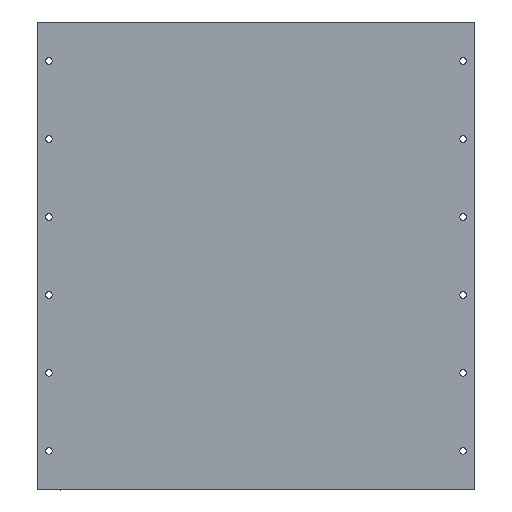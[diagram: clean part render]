
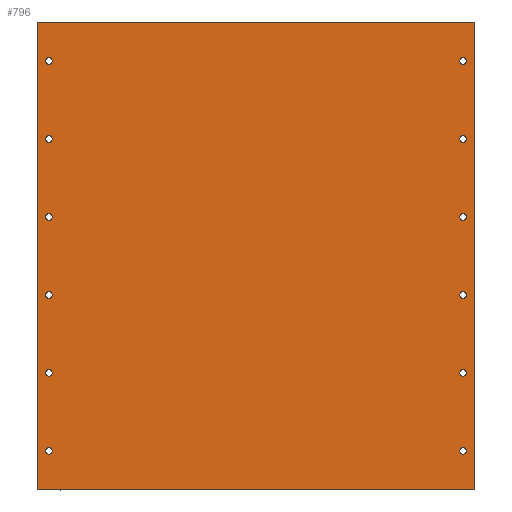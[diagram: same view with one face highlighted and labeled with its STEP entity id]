
A CAD part, top view. The second image highlights one B-rep face of the part: STEP entity #796.
In plain terms, the highlighted planar face has unit normal (0, 0, 1).
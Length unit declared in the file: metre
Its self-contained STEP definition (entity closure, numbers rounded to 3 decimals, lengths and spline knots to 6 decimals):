
#15=PLANE('',#885);
#58=LINE('',#1357,#106);
#59=LINE('',#1360,#107);
#60=LINE('',#1362,#108);
#61=LINE('',#1364,#109);
#106=VECTOR('',#1082,1.);
#107=VECTOR('',#1083,1.);
#108=VECTOR('',#1084,1.);
#109=VECTOR('',#1085,1.);
#186=ORIENTED_EDGE('',*,*,#396,.T.);
#187=ORIENTED_EDGE('',*,*,#414,.T.);
#188=ORIENTED_EDGE('',*,*,#400,.T.);
#189=ORIENTED_EDGE('',*,*,#415,.T.);
#190=ORIENTED_EDGE('',*,*,#404,.T.);
#191=ORIENTED_EDGE('',*,*,#416,.T.);
#192=ORIENTED_EDGE('',*,*,#417,.F.);
#193=ORIENTED_EDGE('',*,*,#418,.F.);
#194=ORIENTED_EDGE('',*,*,#419,.T.);
#195=ORIENTED_EDGE('',*,*,#420,.T.);
#196=ORIENTED_EDGE('',*,*,#421,.F.);
#197=ORIENTED_EDGE('',*,*,#392,.F.);
#198=ORIENTED_EDGE('',*,*,#422,.F.);
#199=ORIENTED_EDGE('',*,*,#388,.F.);
#200=ORIENTED_EDGE('',*,*,#423,.F.);
#201=ORIENTED_EDGE('',*,*,#384,.F.);
#202=ORIENTED_EDGE('',*,*,#424,.F.);
#203=ORIENTED_EDGE('',*,*,#364,.F.);
#204=ORIENTED_EDGE('',*,*,#425,.F.);
#205=ORIENTED_EDGE('',*,*,#368,.F.);
#206=ORIENTED_EDGE('',*,*,#426,.F.);
#207=ORIENTED_EDGE('',*,*,#372,.F.);
#208=ORIENTED_EDGE('',*,*,#360,.T.);
#209=ORIENTED_EDGE('',*,*,#427,.T.);
#210=ORIENTED_EDGE('',*,*,#356,.T.);
#211=ORIENTED_EDGE('',*,*,#428,.T.);
#212=ORIENTED_EDGE('',*,*,#352,.T.);
#213=ORIENTED_EDGE('',*,*,#429,.T.);
#352=EDGE_CURVE('',#467,#466,#541,.T.);
#356=EDGE_CURVE('',#471,#470,#543,.T.);
#360=EDGE_CURVE('',#475,#474,#545,.T.);
#364=EDGE_CURVE('',#478,#479,#547,.T.);
#368=EDGE_CURVE('',#482,#483,#549,.T.);
#372=EDGE_CURVE('',#486,#487,#551,.T.);
#384=EDGE_CURVE('',#498,#499,#557,.T.);
#388=EDGE_CURVE('',#502,#503,#559,.T.);
#392=EDGE_CURVE('',#506,#507,#561,.T.);
#396=EDGE_CURVE('',#511,#510,#563,.T.);
#400=EDGE_CURVE('',#515,#514,#565,.T.);
#404=EDGE_CURVE('',#519,#518,#567,.T.);
#414=EDGE_CURVE('',#510,#511,#572,.T.);
#415=EDGE_CURVE('',#514,#515,#573,.T.);
#416=EDGE_CURVE('',#518,#519,#574,.T.);
#417=EDGE_CURVE('',#528,#529,#58,.T.);
#418=EDGE_CURVE('',#530,#528,#59,.T.);
#419=EDGE_CURVE('',#530,#531,#60,.T.);
#420=EDGE_CURVE('',#531,#529,#61,.T.);
#421=EDGE_CURVE('',#507,#506,#575,.T.);
#422=EDGE_CURVE('',#503,#502,#576,.T.);
#423=EDGE_CURVE('',#499,#498,#577,.T.);
#424=EDGE_CURVE('',#479,#478,#578,.T.);
#425=EDGE_CURVE('',#483,#482,#579,.T.);
#426=EDGE_CURVE('',#487,#486,#580,.T.);
#427=EDGE_CURVE('',#474,#475,#581,.T.);
#428=EDGE_CURVE('',#470,#471,#582,.T.);
#429=EDGE_CURVE('',#466,#467,#583,.T.);
#466=VERTEX_POINT('',#1214);
#467=VERTEX_POINT('',#1216);
#470=VERTEX_POINT('',#1223);
#471=VERTEX_POINT('',#1225);
#474=VERTEX_POINT('',#1232);
#475=VERTEX_POINT('',#1234);
#478=VERTEX_POINT('',#1241);
#479=VERTEX_POINT('',#1243);
#482=VERTEX_POINT('',#1250);
#483=VERTEX_POINT('',#1252);
#486=VERTEX_POINT('',#1259);
#487=VERTEX_POINT('',#1261);
#498=VERTEX_POINT('',#1286);
#499=VERTEX_POINT('',#1288);
#502=VERTEX_POINT('',#1295);
#503=VERTEX_POINT('',#1297);
#506=VERTEX_POINT('',#1304);
#507=VERTEX_POINT('',#1306);
#510=VERTEX_POINT('',#1313);
#511=VERTEX_POINT('',#1315);
#514=VERTEX_POINT('',#1322);
#515=VERTEX_POINT('',#1324);
#518=VERTEX_POINT('',#1331);
#519=VERTEX_POINT('',#1333);
#528=VERTEX_POINT('',#1358);
#529=VERTEX_POINT('',#1359);
#530=VERTEX_POINT('',#1361);
#531=VERTEX_POINT('',#1363);
#541=CIRCLE('',#839,0.002075);
#543=CIRCLE('',#842,0.002075);
#545=CIRCLE('',#845,0.002075);
#547=CIRCLE('',#848,0.002075);
#549=CIRCLE('',#851,0.002075);
#551=CIRCLE('',#854,0.002075);
#557=CIRCLE('',#863,0.002075);
#559=CIRCLE('',#866,0.002075);
#561=CIRCLE('',#869,0.002075);
#563=CIRCLE('',#872,0.002075);
#565=CIRCLE('',#875,0.002075);
#567=CIRCLE('',#878,0.002075);
#572=CIRCLE('',#886,0.002075);
#573=CIRCLE('',#887,0.002075);
#574=CIRCLE('',#888,0.002075);
#575=CIRCLE('',#889,0.002075);
#576=CIRCLE('',#890,0.002075);
#577=CIRCLE('',#891,0.002075);
#578=CIRCLE('',#892,0.002075);
#579=CIRCLE('',#893,0.002075);
#580=CIRCLE('',#894,0.002075);
#581=CIRCLE('',#895,0.002075);
#582=CIRCLE('',#896,0.002075);
#583=CIRCLE('',#897,0.002075);
#620=EDGE_LOOP('',(#186,#187));
#621=EDGE_LOOP('',(#188,#189));
#622=EDGE_LOOP('',(#190,#191));
#623=EDGE_LOOP('',(#192,#193,#194,#195));
#624=EDGE_LOOP('',(#196,#197));
#625=EDGE_LOOP('',(#198,#199));
#626=EDGE_LOOP('',(#200,#201));
#627=EDGE_LOOP('',(#202,#203));
#628=EDGE_LOOP('',(#204,#205));
#629=EDGE_LOOP('',(#206,#207));
#630=EDGE_LOOP('',(#208,#209));
#631=EDGE_LOOP('',(#210,#211));
#632=EDGE_LOOP('',(#212,#213));
#692=FACE_BOUND('',#620,.T.);
#693=FACE_BOUND('',#621,.T.);
#694=FACE_BOUND('',#622,.T.);
#695=FACE_BOUND('',#623,.T.);
#696=FACE_BOUND('',#624,.T.);
#697=FACE_BOUND('',#625,.T.);
#698=FACE_BOUND('',#626,.T.);
#699=FACE_BOUND('',#627,.T.);
#700=FACE_BOUND('',#628,.T.);
#701=FACE_BOUND('',#629,.T.);
#702=FACE_BOUND('',#630,.T.);
#703=FACE_BOUND('',#631,.T.);
#704=FACE_BOUND('',#632,.T.);
#796=ADVANCED_FACE('',(#692,#693,#694,#695,#696,#697,#698,#699,#700,#701,
#702,#703,#704),#15,.T.);
#839=AXIS2_PLACEMENT_3D('',#1215,#951,#952);
#842=AXIS2_PLACEMENT_3D('',#1224,#959,#960);
#845=AXIS2_PLACEMENT_3D('',#1233,#967,#968);
#848=AXIS2_PLACEMENT_3D('',#1242,#975,#976);
#851=AXIS2_PLACEMENT_3D('',#1251,#983,#984);
#854=AXIS2_PLACEMENT_3D('',#1260,#991,#992);
#863=AXIS2_PLACEMENT_3D('',#1287,#1015,#1016);
#866=AXIS2_PLACEMENT_3D('',#1296,#1023,#1024);
#869=AXIS2_PLACEMENT_3D('',#1305,#1031,#1032);
#872=AXIS2_PLACEMENT_3D('',#1314,#1039,#1040);
#875=AXIS2_PLACEMENT_3D('',#1323,#1047,#1048);
#878=AXIS2_PLACEMENT_3D('',#1332,#1055,#1056);
#885=AXIS2_PLACEMENT_3D('',#1353,#1074,#1075);
#886=AXIS2_PLACEMENT_3D('',#1354,#1076,#1077);
#887=AXIS2_PLACEMENT_3D('',#1355,#1078,#1079);
#888=AXIS2_PLACEMENT_3D('',#1356,#1080,#1081);
#889=AXIS2_PLACEMENT_3D('',#1365,#1086,#1087);
#890=AXIS2_PLACEMENT_3D('',#1366,#1088,#1089);
#891=AXIS2_PLACEMENT_3D('',#1367,#1090,#1091);
#892=AXIS2_PLACEMENT_3D('',#1368,#1092,#1093);
#893=AXIS2_PLACEMENT_3D('',#1369,#1094,#1095);
#894=AXIS2_PLACEMENT_3D('',#1370,#1096,#1097);
#895=AXIS2_PLACEMENT_3D('',#1371,#1098,#1099);
#896=AXIS2_PLACEMENT_3D('',#1372,#1100,#1101);
#897=AXIS2_PLACEMENT_3D('',#1373,#1102,#1103);
#951=DIRECTION('',(0.,0.,-1.));
#952=DIRECTION('',(1.,0.,0.));
#959=DIRECTION('',(0.,0.,-1.));
#960=DIRECTION('',(1.,0.,0.));
#967=DIRECTION('',(0.,0.,-1.));
#968=DIRECTION('',(1.,0.,0.));
#975=DIRECTION('',(0.,0.,1.));
#976=DIRECTION('',(1.,0.,0.));
#983=DIRECTION('',(0.,0.,1.));
#984=DIRECTION('',(1.,0.,0.));
#991=DIRECTION('',(0.,0.,1.));
#992=DIRECTION('',(1.,0.,0.));
#1015=DIRECTION('',(0.,0.,1.));
#1016=DIRECTION('',(1.,0.,0.));
#1023=DIRECTION('',(0.,0.,1.));
#1024=DIRECTION('',(1.,0.,0.));
#1031=DIRECTION('',(0.,0.,1.));
#1032=DIRECTION('',(1.,0.,0.));
#1039=DIRECTION('',(0.,0.,-1.));
#1040=DIRECTION('',(1.,0.,0.));
#1047=DIRECTION('',(0.,0.,-1.));
#1048=DIRECTION('',(1.,0.,0.));
#1055=DIRECTION('',(0.,0.,-1.));
#1056=DIRECTION('',(1.,0.,0.));
#1074=DIRECTION('',(0.,0.,1.));
#1075=DIRECTION('',(1.,0.,0.));
#1076=DIRECTION('',(0.,0.,-1.));
#1077=DIRECTION('',(1.,0.,0.));
#1078=DIRECTION('',(0.,0.,-1.));
#1079=DIRECTION('',(1.,0.,0.));
#1080=DIRECTION('',(0.,0.,-1.));
#1081=DIRECTION('',(1.,0.,0.));
#1082=DIRECTION('',(1.,0.,0.));
#1083=DIRECTION('',(0.,1.,0.));
#1084=DIRECTION('',(1.,0.,0.));
#1085=DIRECTION('',(0.,1.,0.));
#1086=DIRECTION('',(0.,0.,1.));
#1087=DIRECTION('',(1.,0.,0.));
#1088=DIRECTION('',(0.,0.,1.));
#1089=DIRECTION('',(1.,0.,0.));
#1090=DIRECTION('',(0.,0.,1.));
#1091=DIRECTION('',(1.,0.,0.));
#1092=DIRECTION('',(0.,0.,1.));
#1093=DIRECTION('',(1.,0.,0.));
#1094=DIRECTION('',(0.,0.,1.));
#1095=DIRECTION('',(1.,0.,0.));
#1096=DIRECTION('',(0.,0.,1.));
#1097=DIRECTION('',(1.,0.,0.));
#1098=DIRECTION('',(0.,0.,-1.));
#1099=DIRECTION('',(1.,0.,0.));
#1100=DIRECTION('',(0.,0.,-1.));
#1101=DIRECTION('',(1.,0.,0.));
#1102=DIRECTION('',(0.,0.,-1.));
#1103=DIRECTION('',(1.,0.,0.));
#1214=CARTESIAN_POINT('',(-0.010076,-0.175,0.023255));
#1215=CARTESIAN_POINT('',(-0.008001,-0.175,0.023255));
#1216=CARTESIAN_POINT('',(-0.005926,-0.175,0.023255));
#1223=CARTESIAN_POINT('',(-0.010076,-0.275,0.023255));
#1224=CARTESIAN_POINT('',(-0.008001,-0.275,0.023255));
#1225=CARTESIAN_POINT('',(-0.005926,-0.275,0.023255));
#1232=CARTESIAN_POINT('',(-0.010076,-0.225,0.023255));
#1233=CARTESIAN_POINT('',(-0.008001,-0.225,0.023255));
#1234=CARTESIAN_POINT('',(-0.005926,-0.225,0.023255));
#1241=CARTESIAN_POINT('',(0.255425,-0.225,0.023255));
#1242=CARTESIAN_POINT('',(0.2575,-0.225,0.023255));
#1243=CARTESIAN_POINT('',(0.259575,-0.225,0.023255));
#1250=CARTESIAN_POINT('',(0.255425,-0.175,0.023255));
#1251=CARTESIAN_POINT('',(0.2575,-0.175,0.023255));
#1252=CARTESIAN_POINT('',(0.259575,-0.175,0.023255));
#1259=CARTESIAN_POINT('',(0.255425,-0.275,0.023255));
#1260=CARTESIAN_POINT('',(0.2575,-0.275,0.023255));
#1261=CARTESIAN_POINT('',(0.259575,-0.275,0.023255));
#1286=CARTESIAN_POINT('',(-0.010076,-0.125,0.023255));
#1287=CARTESIAN_POINT('',(-0.008001,-0.125,0.023255));
#1288=CARTESIAN_POINT('',(-0.005926,-0.125,0.023255));
#1295=CARTESIAN_POINT('',(-0.010076,-0.025,0.023255));
#1296=CARTESIAN_POINT('',(-0.008001,-0.025,0.023255));
#1297=CARTESIAN_POINT('',(-0.005926,-0.025,0.023255));
#1304=CARTESIAN_POINT('',(-0.010076,-0.075,0.023255));
#1305=CARTESIAN_POINT('',(-0.008001,-0.075,0.023255));
#1306=CARTESIAN_POINT('',(-0.005926,-0.075,0.023255));
#1313=CARTESIAN_POINT('',(0.255425,-0.075,0.023255));
#1314=CARTESIAN_POINT('',(0.2575,-0.075,0.023255));
#1315=CARTESIAN_POINT('',(0.259575,-0.075,0.023255));
#1322=CARTESIAN_POINT('',(0.255425,-0.125,0.023255));
#1323=CARTESIAN_POINT('',(0.2575,-0.125,0.023255));
#1324=CARTESIAN_POINT('',(0.259575,-0.125,0.023255));
#1331=CARTESIAN_POINT('',(0.255425,-0.025,0.023255));
#1332=CARTESIAN_POINT('',(0.2575,-0.025,0.023255));
#1333=CARTESIAN_POINT('',(0.259575,-0.025,0.023255));
#1353=CARTESIAN_POINT('',(0.124749,-0.15,0.023255));
#1354=CARTESIAN_POINT('',(0.2575,-0.075,0.023255));
#1355=CARTESIAN_POINT('',(0.2575,-0.125,0.023255));
#1356=CARTESIAN_POINT('',(0.2575,-0.025,0.023255));
#1357=CARTESIAN_POINT('',(0.124749,0.,0.023255));
#1358=CARTESIAN_POINT('',(-0.015501,0.,0.023255));
#1359=CARTESIAN_POINT('',(0.265,0.,0.023255));
#1360=CARTESIAN_POINT('',(-0.015501,-0.15,0.023255));
#1361=CARTESIAN_POINT('',(-0.015501,-0.3,0.023255));
#1362=CARTESIAN_POINT('',(0.124749,-0.3,0.023255));
#1363=CARTESIAN_POINT('',(0.265,-0.3,0.023255));
#1364=CARTESIAN_POINT('',(0.265,-0.15,0.023255));
#1365=CARTESIAN_POINT('',(-0.008001,-0.075,0.023255));
#1366=CARTESIAN_POINT('',(-0.008001,-0.025,0.023255));
#1367=CARTESIAN_POINT('',(-0.008001,-0.125,0.023255));
#1368=CARTESIAN_POINT('',(0.2575,-0.225,0.023255));
#1369=CARTESIAN_POINT('',(0.2575,-0.175,0.023255));
#1370=CARTESIAN_POINT('',(0.2575,-0.275,0.023255));
#1371=CARTESIAN_POINT('',(-0.008001,-0.225,0.023255));
#1372=CARTESIAN_POINT('',(-0.008001,-0.275,0.023255));
#1373=CARTESIAN_POINT('',(-0.008001,-0.175,0.023255));
